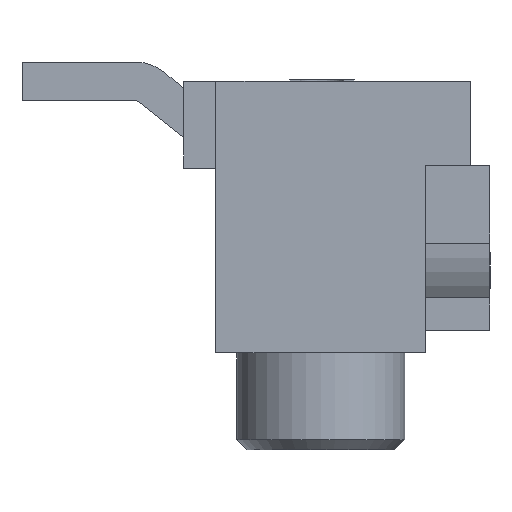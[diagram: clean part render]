
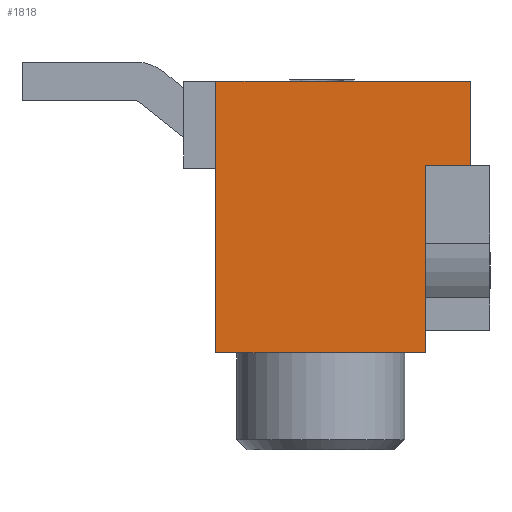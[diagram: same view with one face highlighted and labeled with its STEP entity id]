
A CAD part, left-side view. The second image highlights one B-rep face of the part: STEP entity #1818.
In plain terms, the highlighted planar face has unit normal (-1, 0, 0).
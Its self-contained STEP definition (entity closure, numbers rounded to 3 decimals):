
#142=FACE_OUTER_BOUND('',#242,.T.);
#242=EDGE_LOOP('',(#1153,#1154,#1155,#1156,#1157,#1158));
#354=LINE('',#2610,#525);
#368=LINE('',#2648,#539);
#369=LINE('',#2650,#540);
#370=LINE('',#2652,#541);
#371=LINE('',#2654,#542);
#372=LINE('',#2655,#543);
#525=VECTOR('',#2110,19.7);
#539=VECTOR('',#2138,21.);
#540=VECTOR('',#2139,16.2);
#541=VECTOR('',#2140,14.5);
#542=VECTOR('',#2141,3.5);
#543=VECTOR('',#2142,6.5);
#695=VERTEX_POINT('',#2607);
#696=VERTEX_POINT('',#2609);
#713=VERTEX_POINT('',#2647);
#714=VERTEX_POINT('',#2649);
#715=VERTEX_POINT('',#2651);
#716=VERTEX_POINT('',#2653);
#869=EDGE_CURVE('',#695,#696,#354,.T.);
#888=EDGE_CURVE('',#713,#695,#368,.T.);
#889=EDGE_CURVE('',#714,#713,#369,.T.);
#890=EDGE_CURVE('',#715,#714,#370,.T.);
#891=EDGE_CURVE('',#716,#715,#371,.T.);
#892=EDGE_CURVE('',#716,#696,#372,.T.);
#1153=ORIENTED_EDGE('',*,*,#869,.F.);
#1154=ORIENTED_EDGE('',*,*,#888,.F.);
#1155=ORIENTED_EDGE('',*,*,#889,.F.);
#1156=ORIENTED_EDGE('',*,*,#890,.F.);
#1157=ORIENTED_EDGE('',*,*,#891,.F.);
#1158=ORIENTED_EDGE('',*,*,#892,.T.);
#1648=PLANE('',#1941);
#1818=ADVANCED_FACE('',(#142),#1648,.T.);
#1941=AXIS2_PLACEMENT_3D('',#2646,#2136,#2137);
#2110=DIRECTION('',(0.,-1.,0.));
#2136=DIRECTION('center_axis',(-1.,0.,0.));
#2137=DIRECTION('ref_axis',(0.,1.,0.));
#2138=DIRECTION('',(0.,0.,1.));
#2139=DIRECTION('',(0.,1.,0.));
#2140=DIRECTION('',(0.,0.,-1.));
#2141=DIRECTION('',(0.,1.,0.));
#2142=DIRECTION('',(0.,0.,1.));
#2607=CARTESIAN_POINT('',(-38.146,6.617,-5.196));
#2609=CARTESIAN_POINT('',(-38.146,-13.083,-5.196));
#2610=CARTESIAN_POINT('',(-38.146,6.617,-5.196));
#2646=CARTESIAN_POINT('Origin',(-38.146,6.617,-26.196));
#2647=CARTESIAN_POINT('',(-38.146,6.617,-26.196));
#2648=CARTESIAN_POINT('',(-38.146,6.617,-20.946));
#2649=CARTESIAN_POINT('',(-38.146,-9.583,-26.196));
#2650=CARTESIAN_POINT('',(-38.146,6.617,-26.196));
#2651=CARTESIAN_POINT('',(-38.146,-9.583,-11.696));
#2652=CARTESIAN_POINT('',(-38.146,-9.583,-20.946));
#2653=CARTESIAN_POINT('',(-38.146,-13.083,-11.696));
#2654=CARTESIAN_POINT('',(-38.146,-10.708,-11.696));
#2655=CARTESIAN_POINT('',(-38.146,-13.083,-5.196));
